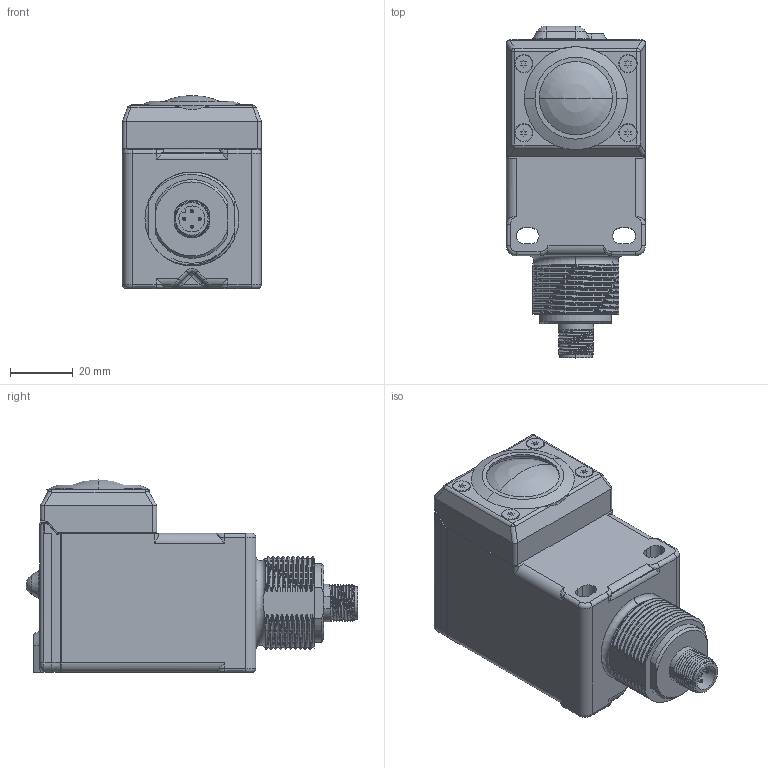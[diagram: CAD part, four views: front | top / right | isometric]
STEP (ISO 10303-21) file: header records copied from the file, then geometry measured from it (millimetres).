
FILE_DESCRIPTION((''),'2;1');
FILE_NAME('156710_SM01_ASM','2022-11-07T10:25:32',('PDMAdmin'),('BANNER ENGINEERING'),'CREO PARAMETRIC BY PTC INC, 2019292','CREO PARAMETRIC BY PTC INC, 2019292','');
FILE_SCHEMA(('CONFIG_CONTROL_DESIGN'));
Length unit declared in the file: millimetre
Products named in the file (2): 156710_EP01; 156710_SM01_ASM
Assembly tree (1 placements, depth 2):
  156710_SM01_ASM
    156710_EP01
Bounding box: 44.57 x 106.03 x 61.66 mm (x, y, z)
Volume: 167233.1 mm3; surface area: 28448.6 mm2
Topology: 1 solids, 1 shells, 725 faces, 1949 edges, 1223 vertices
Faces by surface type: plane 281, cylinder 196, bspline 149, cone 59, torus 25, sphere 15
Entity records: 35733 total; most frequent: CARTESIAN_POINT 18860, ORIENTED_EDGE 3870, DIRECTION 2965, EDGE_CURVE 1935, VERTEX_POINT 1223, VECTOR 1015, LINE 1015, AXIS2_PLACEMENT_3D 975
